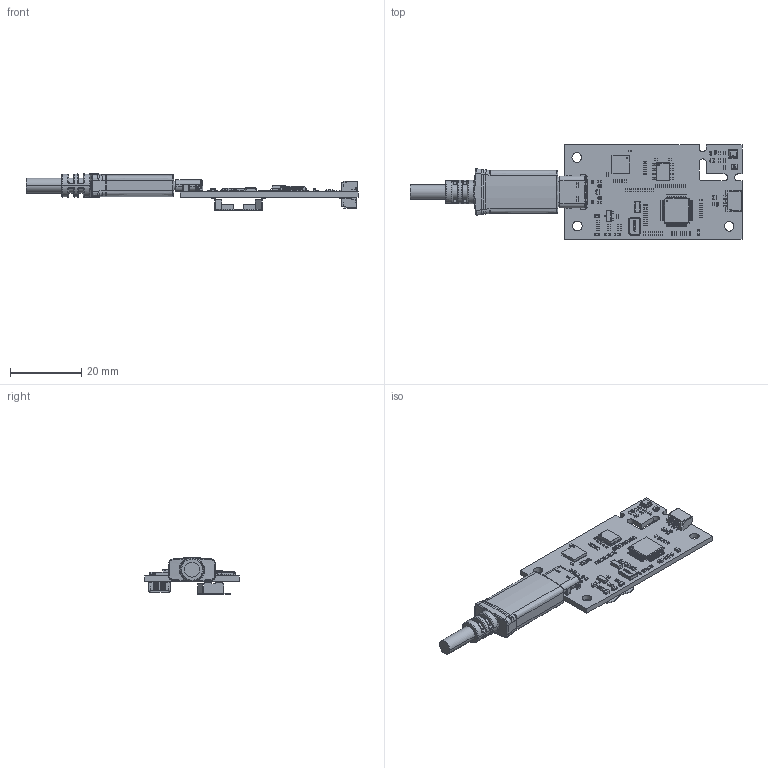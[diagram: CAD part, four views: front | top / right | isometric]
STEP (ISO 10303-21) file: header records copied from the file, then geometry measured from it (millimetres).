
FILE_DESCRIPTION(('KiCad electronic assembly'),'2;1');
FILE_NAME('environment-sensor.step','2025-10-29T14:56:03',('Pcbnew'),( 'Kicad'),'Open CASCADE STEP processor 7.8','KiCad to STEP converter' ,'Unknown');
FILE_SCHEMA(('AUTOMOTIVE_DESIGN { 1 0 10303 214 1 1 1 1 }'));
Length unit declared in the file: millimetre
Products named in the file (27): environment-sensor 1; R_0402_1005Metric; SOD-923; C_0402_1005Metric; Resonator_SMD_ECS_ECX-31B_3.2x1.5x0.9mm; TOP; BODY; PAD1; PAD2; QFN-32-5x5; SOT-723; Conn_JST_SH_1x4_SM04B-SRSS-TB-LF-SN; SHT45-AD1B-R2--3DModel-STEP-269445; SOP-8_3.9x5.05mm_P1.27mm; Body; PinsArrayLR; sot23-3; LED_0603_1608Metric; Resonator_SMD_Abracon_ABM3B_5x3.2mm; FB_0603_1608Metric; LQFP-48_7x7mm_P0.5mm; USB-C_Receptacle_GCT_USB4105-GF-A; environment-sensor 1.55.1; PLUG_GENERIC_USB-C; BME280; BAT-HLD-012-SMT-TR; environment-sensor_PCB
Assembly tree (101 placements, depth 3):
  environment-sensor 1
    R_0402_1005Metric  x38
    SOD-923  x6
    C_0402_1005Metric  x28
    Resonator_SMD_ECS_ECX-31B_3.2x1.5x0.9mm
      TOP
      BODY
      PAD1
      PAD2
    QFN-32-5x5
    SOT-723  x3
    Conn_JST_SH_1x4_SM04B-SRSS-TB-LF-SN  x2
    SHT45-AD1B-R2--3DModel-STEP-269445
    SOP-8_3.9x5.05mm_P1.27mm
      Body
      PinsArrayLR
    sot23-3
    LED_0603_1608Metric  x2
    Resonator_SMD_Abracon_ABM3B_5x3.2mm
    FB_0603_1608Metric  x3
    LQFP-48_7x7mm_P0.5mm
    USB-C_Receptacle_GCT_USB4105-GF-A
      environment-sensor 1.55.1
    PLUG_GENERIC_USB-C
    BME280
    BAT-HLD-012-SMT-TR
    environment-sensor_PCB
Bounding box: 93.35 x 26.5 x 10.29 mm (x, y, z)
Volume: 4471.5 mm3; surface area: 6454.9 mm2
Topology: 192 solids, 192 shells, 6109 faces, 15395 edges, 9676 vertices
Faces by surface type: plane 4072, cylinder 1217, bspline 514, sphere 256, cone 28, torus 14, revolution 8
Full cylindrical faces by diameter (mm): 0.487 x1, 0.65 x2, 2.7 x3
Entity records: 122378 total; most frequent: CARTESIAN_POINT 28141, ORIENTED_EDGE 17662, DIRECTION 16423, EDGE_CURVE 8831, LINE 6917, VECTOR 6917, VERTEX_POINT 5718, AXIS2_PLACEMENT_3D 4749
